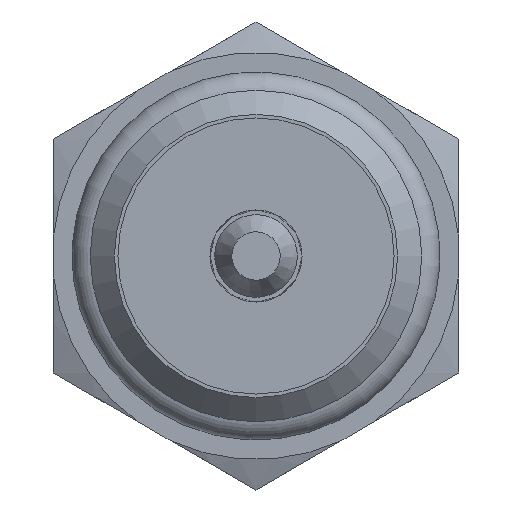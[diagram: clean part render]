
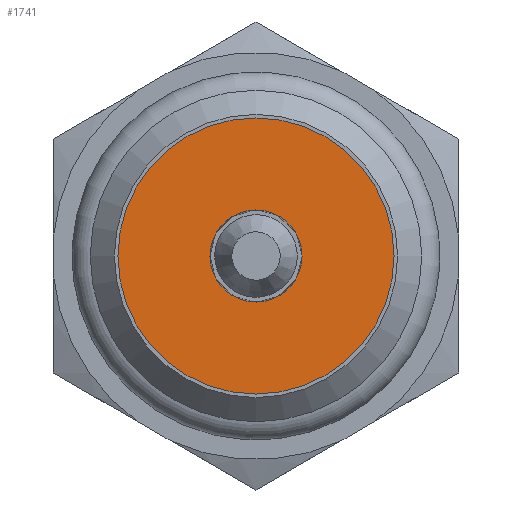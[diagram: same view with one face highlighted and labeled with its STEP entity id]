
A CAD part, left-side view. The second image highlights one B-rep face of the part: STEP entity #1741.
In plain terms, the highlighted planar face has unit normal (-1, 0, 0).
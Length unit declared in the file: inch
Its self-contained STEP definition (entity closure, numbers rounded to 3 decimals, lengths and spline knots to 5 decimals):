
#1396=CARTESIAN_POINT('',(-1.245,-0.078,0.));
#1397=VERTEX_POINT('',#1396);
#1398=CARTESIAN_POINT('',(-1.245,0.0,0.));
#1399=DIRECTION('',(1.0,0.0,0.0));
#1400=DIRECTION('',(0.0,1.0,0.0));
#1401=AXIS2_PLACEMENT_3D('',#1398,#1399,#1400);
#1402=CIRCLE('',#1401,0.078);
#1403=EDGE_CURVE('',#1397,#1397,#1402,.T.);
#1718=CARTESIAN_POINT('',(-1.245,0.,0.234));
#1719=VERTEX_POINT('',#1718);
#1720=CARTESIAN_POINT('',(-1.245,0.,0.));
#1721=DIRECTION('',(1.0,0.0,0.0));
#1722=DIRECTION('',(0.0,0.0,-1.0));
#1723=AXIS2_PLACEMENT_3D('',#1720,#1721,#1722);
#1724=CIRCLE('',#1723,0.234);
#1725=EDGE_CURVE('',#1719,#1719,#1724,.T.);
#1730=CARTESIAN_POINT('',(-1.245,0.,0.));
#1731=DIRECTION('',(1.0,0.0,0.0));
#1732=DIRECTION('',(0.0,0.0,-1.0));
#1733=AXIS2_PLACEMENT_3D('',#1730,#1731,#1732);
#1734=PLANE('',#1733);
#1735=ORIENTED_EDGE('',*,*,#1725,.F.);
#1736=EDGE_LOOP('',(#1735));
#1737=FACE_OUTER_BOUND('',#1736,.T.);
#1738=ORIENTED_EDGE('',*,*,#1403,.T.);
#1739=EDGE_LOOP('',(#1738));
#1740=FACE_BOUND('',#1739,.T.);
#1741=ADVANCED_FACE('',(#1737,#1740),#1734,.F.);
